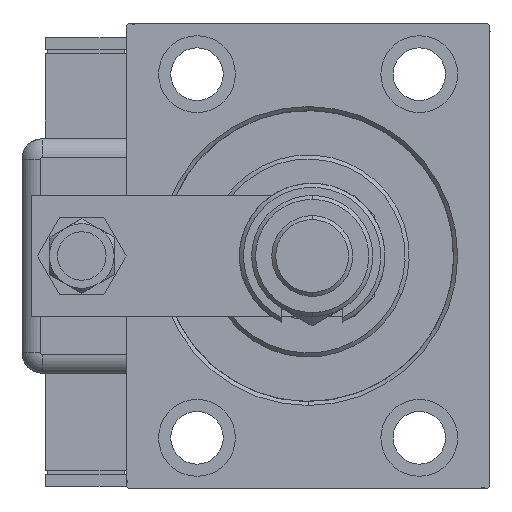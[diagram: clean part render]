
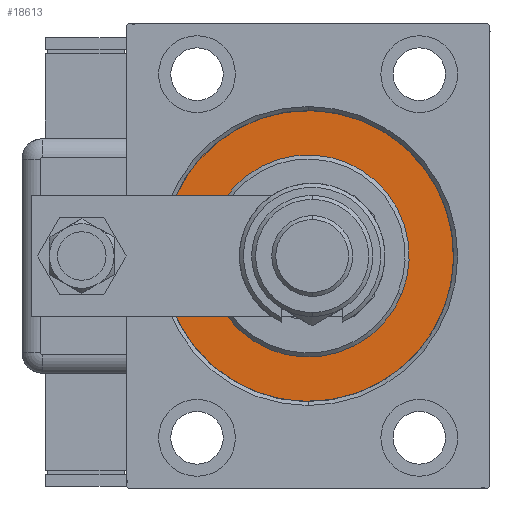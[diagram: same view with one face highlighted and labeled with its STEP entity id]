
A CAD part, left-side view. The second image highlights one B-rep face of the part: STEP entity #18613.
In plain terms, the highlighted face is planar.
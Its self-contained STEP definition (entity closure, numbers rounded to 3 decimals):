
#2438 = EDGE_CURVE ( 'NONE', #16155, #20971, #38719, .T. ) ;
#4464 = VERTEX_POINT ( 'NONE', #39660 ) ;
#6211 = EDGE_LOOP ( 'NONE', ( #55257, #19593 ) ) ;
#6292 = AXIS2_PLACEMENT_3D ( 'NONE', #60133, #6882, #12572 ) ;
#6882 = DIRECTION ( 'NONE',  ( -1., 0., 0. ) ) ;
#9642 = EDGE_CURVE ( 'NONE', #48437, #4464, #30865, .T. ) ;
#10356 = CARTESIAN_POINT ( 'NONE',  ( 0., 0., 0. ) ) ;
#12572 = DIRECTION ( 'NONE',  ( 0., 0., 1. ) ) ;
#14814 = PLANE ( 'NONE',  #50971 ) ;
#15677 = EDGE_CURVE ( 'NONE', #20971, #16155, #47835, .T. ) ;
#16155 = VERTEX_POINT ( 'NONE', #26666 ) ;
#18613 = ADVANCED_FACE ( 'NONE', ( #53161, #39526 ), #14814, .F. ) ;
#19250 = DIRECTION ( 'NONE',  ( 0., 0., 1. ) ) ;
#19371 = ORIENTED_EDGE ( 'NONE', *, *, #49574, .F. ) ;
#19593 = ORIENTED_EDGE ( 'NONE', *, *, #2438, .F. ) ;
#20971 = VERTEX_POINT ( 'NONE', #22086 ) ;
#21959 = ORIENTED_EDGE ( 'NONE', *, *, #9642, .F. ) ;
#22086 = CARTESIAN_POINT ( 'NONE',  ( 0., 0., -36. ) ) ;
#22907 = CIRCLE ( 'NONE', #51230, 25. ) ;
#24416 = DIRECTION ( 'NONE',  ( 1., 0., 0. ) ) ;
#24956 = CARTESIAN_POINT ( 'NONE',  ( 0., 0., 0. ) ) ;
#26544 = AXIS2_PLACEMENT_3D ( 'NONE', #60185, #35164, #41166 ) ;
#26666 = CARTESIAN_POINT ( 'NONE',  ( 0., 0., 36. ) ) ;
#29701 = DIRECTION ( 'NONE',  ( -1., 0., 0. ) ) ;
#30865 = CIRCLE ( 'NONE', #43002, 25. ) ;
#31556 = CARTESIAN_POINT ( 'NONE',  ( 0., 0., -25. ) ) ;
#34462 = DIRECTION ( 'NONE',  ( 0., 0., -1. ) ) ;
#35164 = DIRECTION ( 'NONE',  ( -1., 0., 0. ) ) ;
#38719 = CIRCLE ( 'NONE', #6292, 36. ) ;
#39526 = FACE_OUTER_BOUND ( 'NONE', #6211, .T. ) ;
#39660 = CARTESIAN_POINT ( 'NONE',  ( 0., 0., 25. ) ) ;
#41166 = DIRECTION ( 'NONE',  ( 0., 0., 1. ) ) ;
#42280 = EDGE_LOOP ( 'NONE', ( #19371, #21959 ) ) ;
#43002 = AXIS2_PLACEMENT_3D ( 'NONE', #58324, #24416, #43738 ) ;
#43738 = DIRECTION ( 'NONE',  ( 0., 0., -1. ) ) ;
#47835 = CIRCLE ( 'NONE', #26544, 36. ) ;
#48437 = VERTEX_POINT ( 'NONE', #31556 ) ;
#49574 = EDGE_CURVE ( 'NONE', #4464, #48437, #22907, .T. ) ;
#50971 = AXIS2_PLACEMENT_3D ( 'NONE', #10356, #29701, #19250 ) ;
#51230 = AXIS2_PLACEMENT_3D ( 'NONE', #24956, #57609, #34462 ) ;
#53161 = FACE_BOUND ( 'NONE', #42280, .T. ) ;
#55257 = ORIENTED_EDGE ( 'NONE', *, *, #15677, .F. ) ;
#57609 = DIRECTION ( 'NONE',  ( 1., 0., 0. ) ) ;
#58324 = CARTESIAN_POINT ( 'NONE',  ( 0., 0., 0. ) ) ;
#60133 = CARTESIAN_POINT ( 'NONE',  ( 0., 0., 0. ) ) ;
#60185 = CARTESIAN_POINT ( 'NONE',  ( 0., 0., 0. ) ) ;
